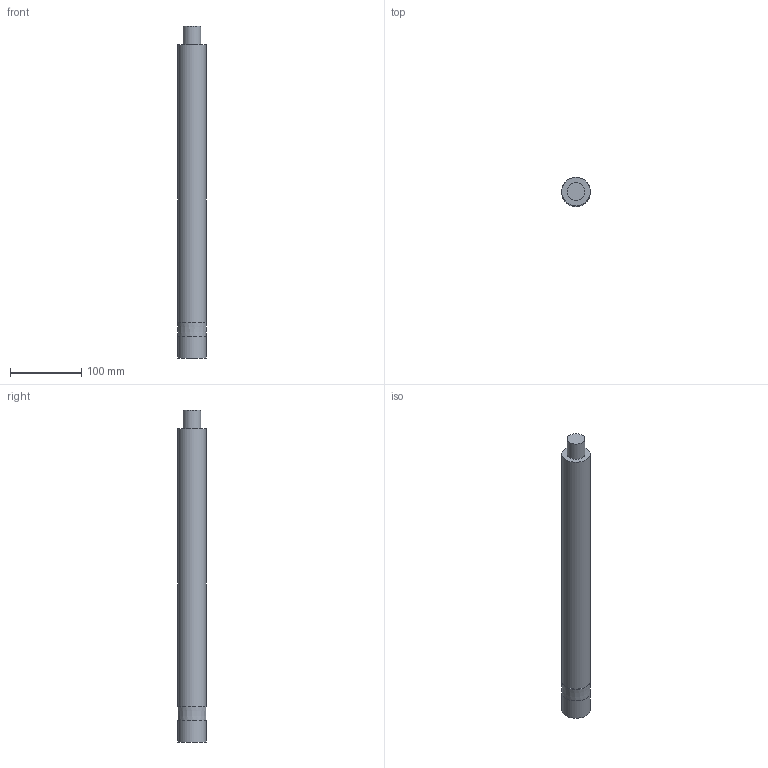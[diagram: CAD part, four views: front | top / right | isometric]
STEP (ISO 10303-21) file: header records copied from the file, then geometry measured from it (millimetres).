
FILE_DESCRIPTION(/* description */ (''),/* implementation_level */ '2;1');
FILE_NAME(/* name */ 'val_ipt_6fa5e422.STEP',/* time_stamp */ '2020-12-18T13:17:15+03:00',/* author */ ('Yuri'),/* organization */ (''),/* preprocessor_version */ 'ST-DEVELOPER v18.1',/* originating_system */ 'Autodesk Inventor 2021',/* authorisation */ '');
FILE_SCHEMA (('AUTOMOTIVE_DESIGN { 1 0 10303 214 3 1 1 }'));
Length unit declared in the file: millimetre
Products named in the file (1): val
Bounding box: 40.77 x 40.77 x 466 mm (x, y, z)
Volume: 566168.7 mm3; surface area: 59920.7 mm2
Topology: 1 solids, 1 shells, 8 faces, 18 edges, 14 vertices
Faces by surface type: plane 4, cylinder 3, cone 1
Full cylindrical faces by diameter (mm): 25 x1, 40 x2
Entity records: 285 total; most frequent: DIRECTION 50, CARTESIAN_POINT 41, ORIENTED_EDGE 36, AXIS2_PLACEMENT_3D 23, EDGE_CURVE 18, CIRCLE 14, VERTEX_POINT 14, EDGE_LOOP 10
